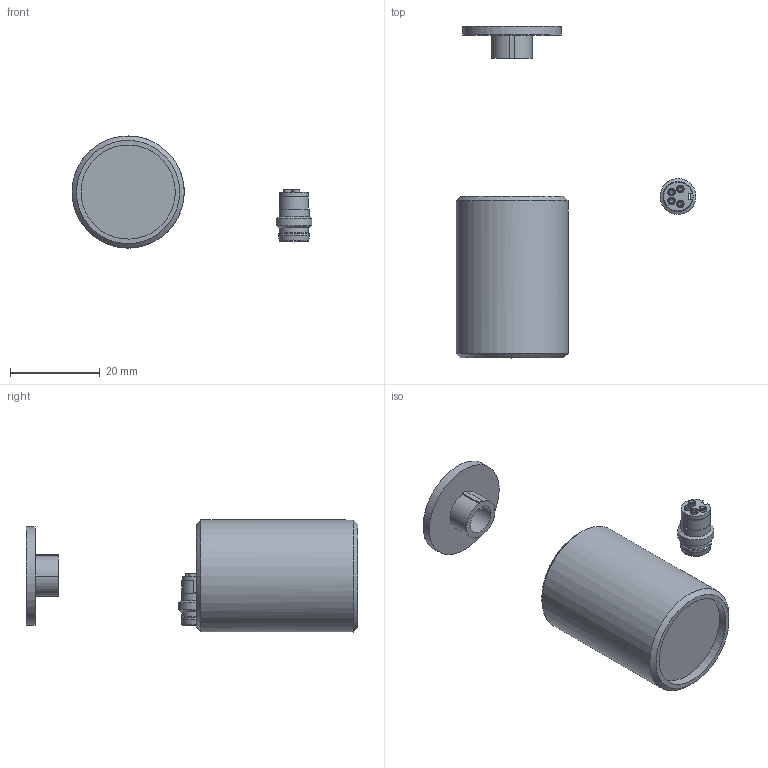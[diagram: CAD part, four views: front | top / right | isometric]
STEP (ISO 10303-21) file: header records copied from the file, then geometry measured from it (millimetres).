
FILE_DESCRIPTION(('THIS FILE CONTAINS SOME STEP INSTANCES'),'1');
FILE_NAME('N25x M8.stp','2014-04-17T14:20:33',('UNDEFINED'),('UNDEFINED'),'T-FLEX CAD STEP converter','T-FLEX CAD','');
FILE_SCHEMA(('CONFIG_CONTROL_DESIGN'));
Length unit declared in the file: metre
Products named in the file (12): N25x M8; 1STE 17 04_telcavi; 1N25 02 00 0000; 1N25 00 00 0000
Assembly tree (11 placements, depth 3):
  N25x M8
    1STE 17 04_telcavi
      1STE 17 04_telcavi
      1STE 17 04_telcavi
      1STE 17 04_telcavi
      1STE 17 04_telcavi
      1STE 17 04_telcavi
      1STE 17 04_telcavi
    1N25 02 00 0000
      1N25 02 00 0000
    1N25 00 00 0000
      1N25 00 00 0000
Bounding box: 53.5 x 74 x 25 mm (x, y, z)
Volume: 18026.1 mm3; surface area: 5952.4 mm2
Topology: 8 solids, 8 shells, 146 faces, 441 edges, 329 vertices
Faces by surface type: plane 65, cylinder 43, cone 30, torus 4, sphere 4
Full cylindrical faces by diameter (mm): 0.9 x4, 1 x8, 1.55 x4, 1.6 x4, 1.7 x4, 5.8 x1, 6.5 x1, 6.7 x1, 6.9 x1, 8 x1, 21 x1, 22 x1, 25 x1
Entity records: 8863 total; most frequent: CARTESIAN_POINT 5404, ORIENTED_EDGE 732, DIRECTION 418, EDGE_CURVE 366, VERTEX_POINT 317, B_SPLINE_CURVE_WITH_KNOTS 289, EDGE_LOOP 235, AXIS2_PLACEMENT_3D 180
